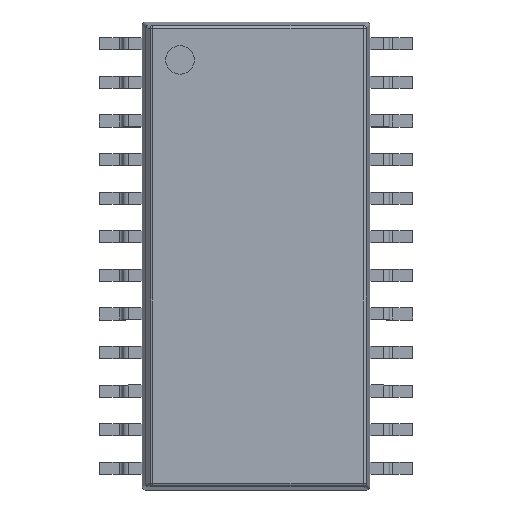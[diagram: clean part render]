
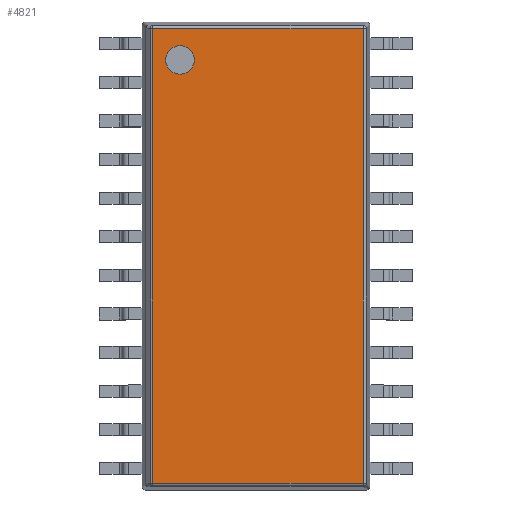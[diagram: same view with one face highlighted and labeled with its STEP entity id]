
A CAD part, top view. The second image highlights one B-rep face of the part: STEP entity #4821.
In plain terms, the highlighted planar face has unit normal (0, 0, 1).
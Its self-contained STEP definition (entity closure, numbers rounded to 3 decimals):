
#3976 = CYLINDRICAL_SURFACE('',#3977,0.1);
#3977 = AXIS2_PLACEMENT_3D('',#3978,#3979,#3980);
#3978 = CARTESIAN_POINT('',(0.3,15.181,2.55));
#3979 = DIRECTION('',(1.,0.,0.));
#3980 = DIRECTION('',(-0.,0.995,0.105));
#4177 = CYLINDRICAL_SURFACE('',#4178,0.1);
#4178 = AXIS2_PLACEMENT_3D('',#4179,#4180,#4181);
#4179 = CARTESIAN_POINT('',(0.3,0.219,2.55));
#4180 = DIRECTION('',(1.,-0.,0.));
#4181 = DIRECTION('',(-0.,-0.995,0.105));
#4278 = CYLINDRICAL_SURFACE('',#4279,0.1);
#4279 = AXIS2_PLACEMENT_3D('',#4280,#4281,#4282);
#4280 = CARTESIAN_POINT('',(0.341,0.129,2.55));
#4281 = DIRECTION('',(0.,1.,0.));
#4282 = DIRECTION('',(-0.707,0.,0.707));
#4439 = VERTEX_POINT('',#4440);
#4440 = CARTESIAN_POINT('',(0.341,15.181,2.65));
#4473 = EDGE_CURVE('',#4439,#4474,#4476,.T.);
#4474 = VERTEX_POINT('',#4475);
#4475 = CARTESIAN_POINT('',(7.281,15.181,2.65));
#4476 = SURFACE_CURVE('',#4477,(#4481,#4488),.PCURVE_S1.);
#4477 = LINE('',#4478,#4479);
#4478 = CARTESIAN_POINT('',(0.3,15.181,2.65));
#4479 = VECTOR('',#4480,1.);
#4480 = DIRECTION('',(1.,0.,0.));
#4481 = PCURVE('',#3976,#4482);
#4482 = DEFINITIONAL_REPRESENTATION('',(#4483),#4487);
#4483 = LINE('',#4484,#4485);
#4484 = CARTESIAN_POINT('',(1.466,0.));
#4485 = VECTOR('',#4486,1.);
#4486 = DIRECTION('',(0.,1.));
#4487 = ( GEOMETRIC_REPRESENTATION_CONTEXT(2) 
PARAMETRIC_REPRESENTATION_CONTEXT() REPRESENTATION_CONTEXT('2D SPACE',''
  ) );
#4488 = PCURVE('',#4489,#4494);
#4489 = PLANE('',#4490);
#4490 = AXIS2_PLACEMENT_3D('',#4491,#4492,#4493);
#4491 = CARTESIAN_POINT('',(0.,0.,2.65));
#4492 = DIRECTION('',(0.,0.,1.));
#4493 = DIRECTION('',(1.,0.,-0.));
#4494 = DEFINITIONAL_REPRESENTATION('',(#4495),#4499);
#4495 = LINE('',#4496,#4497);
#4496 = CARTESIAN_POINT('',(0.3,15.181));
#4497 = VECTOR('',#4498,1.);
#4498 = DIRECTION('',(1.,0.));
#4499 = ( GEOMETRIC_REPRESENTATION_CONTEXT(2) 
PARAMETRIC_REPRESENTATION_CONTEXT() REPRESENTATION_CONTEXT('2D SPACE',''
  ) );
#4617 = VERTEX_POINT('',#4618);
#4618 = CARTESIAN_POINT('',(0.341,0.219,2.65));
#4651 = EDGE_CURVE('',#4617,#4652,#4654,.T.);
#4652 = VERTEX_POINT('',#4653);
#4653 = CARTESIAN_POINT('',(7.281,0.219,2.65));
#4654 = SURFACE_CURVE('',#4655,(#4659,#4666),.PCURVE_S1.);
#4655 = LINE('',#4656,#4657);
#4656 = CARTESIAN_POINT('',(0.3,0.219,2.65));
#4657 = VECTOR('',#4658,1.);
#4658 = DIRECTION('',(1.,-0.,0.));
#4659 = PCURVE('',#4177,#4660);
#4660 = DEFINITIONAL_REPRESENTATION('',(#4661),#4665);
#4661 = LINE('',#4662,#4663);
#4662 = CARTESIAN_POINT('',(-1.466,0.));
#4663 = VECTOR('',#4664,1.);
#4664 = DIRECTION('',(-0.,1.));
#4665 = ( GEOMETRIC_REPRESENTATION_CONTEXT(2) 
PARAMETRIC_REPRESENTATION_CONTEXT() REPRESENTATION_CONTEXT('2D SPACE',''
  ) );
#4666 = PCURVE('',#4489,#4667);
#4667 = DEFINITIONAL_REPRESENTATION('',(#4668),#4672);
#4668 = LINE('',#4669,#4670);
#4669 = CARTESIAN_POINT('',(0.3,0.219));
#4670 = VECTOR('',#4671,1.);
#4671 = DIRECTION('',(1.,0.));
#4672 = ( GEOMETRIC_REPRESENTATION_CONTEXT(2) 
PARAMETRIC_REPRESENTATION_CONTEXT() REPRESENTATION_CONTEXT('2D SPACE',''
  ) );
#4717 = EDGE_CURVE('',#4617,#4439,#4718,.T.);
#4718 = SURFACE_CURVE('',#4719,(#4723,#4730),.PCURVE_S1.);
#4719 = LINE('',#4720,#4721);
#4720 = CARTESIAN_POINT('',(0.341,0.129,2.65));
#4721 = VECTOR('',#4722,1.);
#4722 = DIRECTION('',(0.,1.,0.));
#4723 = PCURVE('',#4278,#4724);
#4724 = DEFINITIONAL_REPRESENTATION('',(#4725),#4729);
#4725 = LINE('',#4726,#4727);
#4726 = CARTESIAN_POINT('',(0.785,0.));
#4727 = VECTOR('',#4728,1.);
#4728 = DIRECTION('',(0.,1.));
#4729 = ( GEOMETRIC_REPRESENTATION_CONTEXT(2) 
PARAMETRIC_REPRESENTATION_CONTEXT() REPRESENTATION_CONTEXT('2D SPACE',''
  ) );
#4730 = PCURVE('',#4489,#4731);
#4731 = DEFINITIONAL_REPRESENTATION('',(#4732),#4736);
#4732 = LINE('',#4733,#4734);
#4733 = CARTESIAN_POINT('',(0.341,0.129));
#4734 = VECTOR('',#4735,1.);
#4735 = DIRECTION('',(0.,1.));
#4736 = ( GEOMETRIC_REPRESENTATION_CONTEXT(2) 
PARAMETRIC_REPRESENTATION_CONTEXT() REPRESENTATION_CONTEXT('2D SPACE',''
  ) );
#4778 = CYLINDRICAL_SURFACE('',#4779,0.1);
#4779 = AXIS2_PLACEMENT_3D('',#4780,#4781,#4782);
#4780 = CARTESIAN_POINT('',(7.281,0.129,2.55));
#4781 = DIRECTION('',(0.,1.,-0.));
#4782 = DIRECTION('',(0.995,0.,0.105));
#4821 = ADVANCED_FACE('',(#4822,#4848),#4489,.T.);
#4822 = FACE_BOUND('',#4823,.T.);
#4823 = EDGE_LOOP('',(#4824,#4825,#4826,#4827));
#4824 = ORIENTED_EDGE('',*,*,#4473,.F.);
#4825 = ORIENTED_EDGE('',*,*,#4717,.F.);
#4826 = ORIENTED_EDGE('',*,*,#4651,.T.);
#4827 = ORIENTED_EDGE('',*,*,#4828,.T.);
#4828 = EDGE_CURVE('',#4652,#4474,#4829,.T.);
#4829 = SURFACE_CURVE('',#4830,(#4834,#4841),.PCURVE_S1.);
#4830 = LINE('',#4831,#4832);
#4831 = CARTESIAN_POINT('',(7.281,0.129,2.65));
#4832 = VECTOR('',#4833,1.);
#4833 = DIRECTION('',(0.,1.,-0.));
#4834 = PCURVE('',#4489,#4835);
#4835 = DEFINITIONAL_REPRESENTATION('',(#4836),#4840);
#4836 = LINE('',#4837,#4838);
#4837 = CARTESIAN_POINT('',(7.281,0.129));
#4838 = VECTOR('',#4839,1.);
#4839 = DIRECTION('',(0.,1.));
#4840 = ( GEOMETRIC_REPRESENTATION_CONTEXT(2) 
PARAMETRIC_REPRESENTATION_CONTEXT() REPRESENTATION_CONTEXT('2D SPACE',''
  ) );
#4841 = PCURVE('',#4778,#4842);
#4842 = DEFINITIONAL_REPRESENTATION('',(#4843),#4847);
#4843 = LINE('',#4844,#4845);
#4844 = CARTESIAN_POINT('',(-1.466,0.));
#4845 = VECTOR('',#4846,1.);
#4846 = DIRECTION('',(-0.,1.));
#4847 = ( GEOMETRIC_REPRESENTATION_CONTEXT(2) 
PARAMETRIC_REPRESENTATION_CONTEXT() REPRESENTATION_CONTEXT('2D SPACE',''
  ) );
#4848 = FACE_BOUND('',#4849,.T.);
#4849 = EDGE_LOOP('',(#4850));
#4850 = ORIENTED_EDGE('',*,*,#4851,.F.);
#4851 = EDGE_CURVE('',#4852,#4852,#4854,.T.);
#4852 = VERTEX_POINT('',#4853);
#4853 = CARTESIAN_POINT('',(1.719,14.15,2.65));
#4854 = SURFACE_CURVE('',#4855,(#4860,#4867),.PCURVE_S1.);
#4855 = CIRCLE('',#4856,0.469);
#4856 = AXIS2_PLACEMENT_3D('',#4857,#4858,#4859);
#4857 = CARTESIAN_POINT('',(1.25,14.15,2.65));
#4858 = DIRECTION('',(0.,0.,1.));
#4859 = DIRECTION('',(1.,0.,-0.));
#4860 = PCURVE('',#4489,#4861);
#4861 = DEFINITIONAL_REPRESENTATION('',(#4862),#4866);
#4862 = CIRCLE('',#4863,0.469);
#4863 = AXIS2_PLACEMENT_2D('',#4864,#4865);
#4864 = CARTESIAN_POINT('',(1.25,14.15));
#4865 = DIRECTION('',(1.,0.));
#4866 = ( GEOMETRIC_REPRESENTATION_CONTEXT(2) 
PARAMETRIC_REPRESENTATION_CONTEXT() REPRESENTATION_CONTEXT('2D SPACE',''
  ) );
#4867 = PCURVE('',#4868,#4873);
#4868 = CYLINDRICAL_SURFACE('',#4869,0.469);
#4869 = AXIS2_PLACEMENT_3D('',#4870,#4871,#4872);
#4870 = CARTESIAN_POINT('',(1.25,14.15,2.55));
#4871 = DIRECTION('',(0.,0.,1.));
#4872 = DIRECTION('',(1.,0.,-0.));
#4873 = DEFINITIONAL_REPRESENTATION('',(#4874),#4878);
#4874 = LINE('',#4875,#4876);
#4875 = CARTESIAN_POINT('',(0.,0.1));
#4876 = VECTOR('',#4877,1.);
#4877 = DIRECTION('',(1.,0.));
#4878 = ( GEOMETRIC_REPRESENTATION_CONTEXT(2) 
PARAMETRIC_REPRESENTATION_CONTEXT() REPRESENTATION_CONTEXT('2D SPACE',''
  ) );
